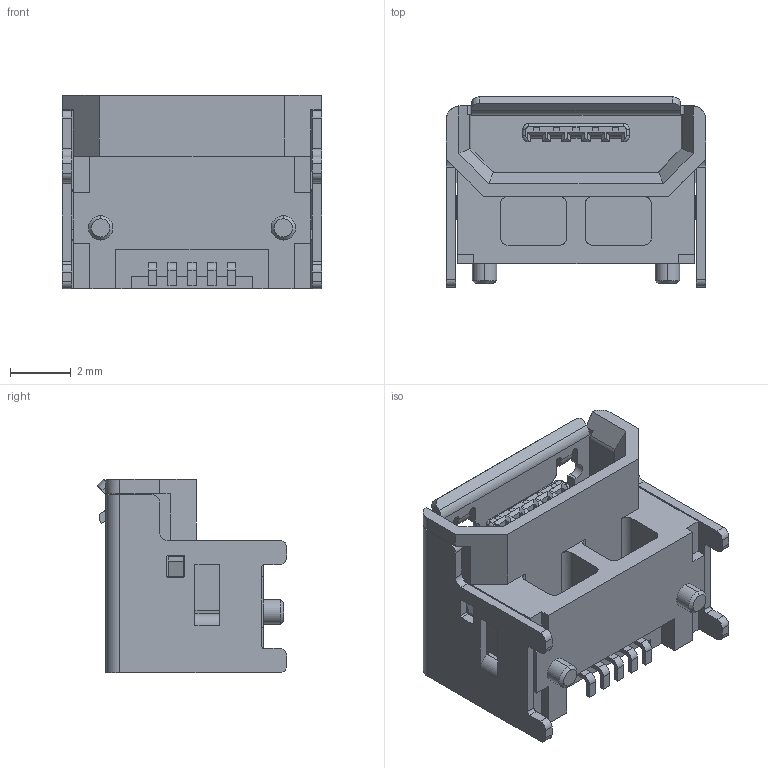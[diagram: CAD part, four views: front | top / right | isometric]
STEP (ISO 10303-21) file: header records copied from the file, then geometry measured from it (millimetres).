
FILE_DESCRIPTION (( 'STEP AP214' ), '1' );
FILE_NAME ('GMCB05821124EU.STEP', '2021-07-07T05:01:26', ( '' ), ( '' ), 'SwSTEP 2.0', 'SolidWorks 2015', '' );
FILE_SCHEMA (( 'AUTOMOTIVE_DESIGN' ));
Length unit declared in the file: millimetre
Products named in the file (8): moding_S___S_]_S_$l.1.4; MICOR__USB; GMCB05821124EU; _S_EK_S_4_S___S_''_S_o_S_&Z; moding_S___S_]_S_$l.1.2; moding_S___S_]_S_$l.1.1; moding_S___S_]_S_$l.1.3; MicroUSB_S_=_S_&_S___S_d_Default
Assembly tree (8 placements, depth 3):
  GMCB05821124EU
    MICOR__USB
      moding_S___S_]_S_$l.1.2  x2
      MicroUSB_S_=_S_&_S___S_d_Default
      _S_EK_S_4_S___S_''_S_o_S_&Z
      moding_S___S_]_S_$l.1.1
      moding_S___S_]_S_$l.1.3
      moding_S___S_]_S_$l.1.4
Bounding box: 8.5 x 6.23 x 6.36 mm (x, y, z)
Volume: 149 mm3; surface area: 613.2 mm2
Topology: 7 solids, 7 shells, 617 faces, 1697 edges, 1110 vertices
Faces by surface type: plane 463, cylinder 146, cone 4, torus 3, bspline 1
Entity records: 25517 total; most frequent: CARTESIAN_POINT 3654, ORIENTED_EDGE 3234, DIRECTION 2992, EDGE_CURVE 1617, VECTOR 1324, LINE 1324, VERTEX_POINT 1058, AXIS2_PLACEMENT_3D 834
